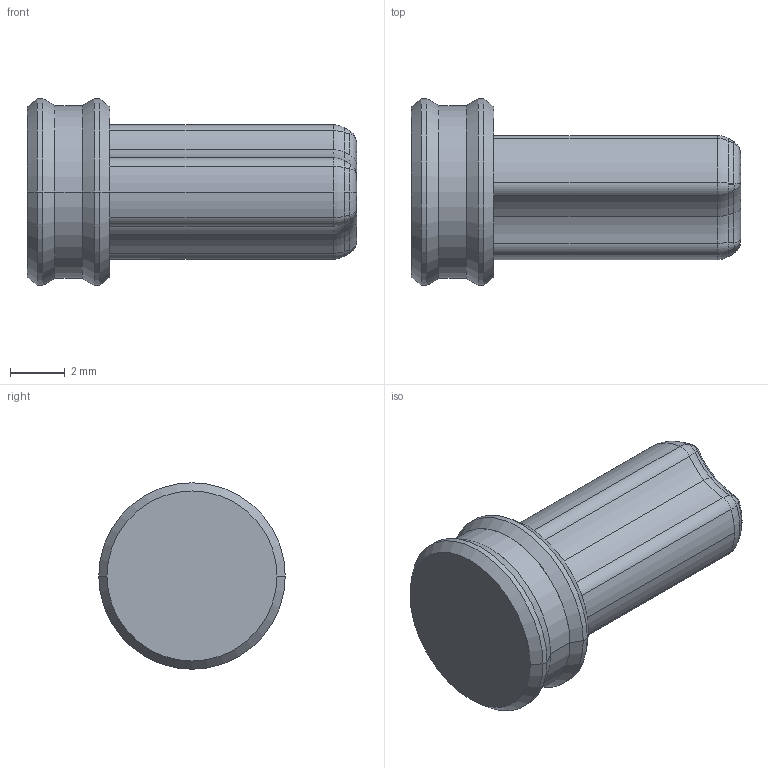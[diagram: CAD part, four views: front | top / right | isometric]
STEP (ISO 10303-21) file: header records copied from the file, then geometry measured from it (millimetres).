
FILE_DESCRIPTION (( 'STEP AP203' ), '1' );
FILE_NAME ('FIRES SHORT Trigger Plugs v7.STEP', '2022-01-30T02:10:50', ( '' ), ( '' ), 'SwSTEP 2.0', 'SolidWorks 2020', '' );
FILE_SCHEMA (( 'CONFIG_CONTROL_DESIGN' ));
Length unit declared in the file: inch
Products named in the file (1): FIRES SHORT Trigger Plugs v7
Bounding box: 12 x 6.8 x 6.8 mm (x, y, z)
Volume: 237.3 mm3; surface area: 264 mm2
Topology: 1 solids, 1 shells, 90 faces, 194 edges, 103 vertices
Faces by surface type: torus 29, cone 25, cylinder 22, plane 8, bspline 6
Entity records: 4131 total; most frequent: CARTESIAN_POINT 2136, DIRECTION 446, ORIENTED_EDGE 376, AXIS2_PLACEMENT_3D 201, EDGE_CURVE 188, CIRCLE 116, VERTEX_POINT 103, EDGE_LOOP 93
